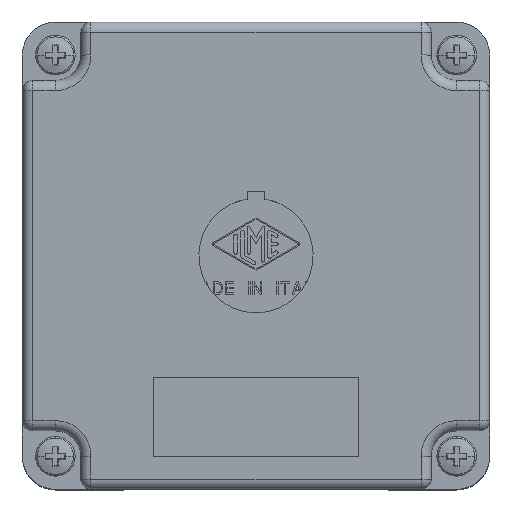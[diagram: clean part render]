
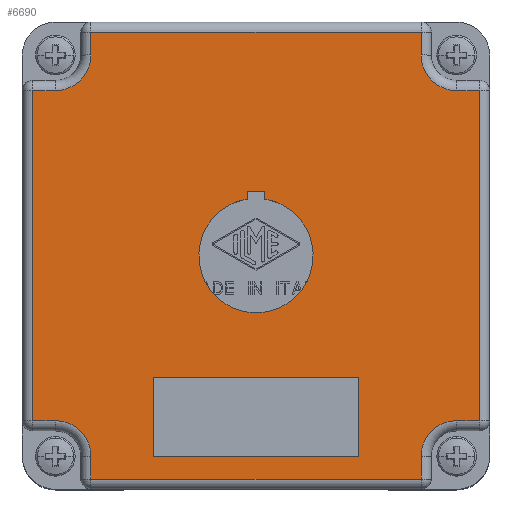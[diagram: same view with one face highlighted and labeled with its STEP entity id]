
A CAD part, top view. The second image highlights one B-rep face of the part: STEP entity #6690.
In plain terms, the highlighted planar face has unit normal (0, 0, 1).
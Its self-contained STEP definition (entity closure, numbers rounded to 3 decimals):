
#4610=CARTESIAN_POINT('',(68.537,-64.102,15.));
#4620=DIRECTION('',(0.,0.,1.));
#4630=DIRECTION('',(1.,0.,0.));
#4640=AXIS2_PLACEMENT_3D('',#4610,#4620,#4630);
#4650=PLANE('',#4640);
#4660=CARTESIAN_POINT('',(0.,-61.814,15.));
#4670=DIRECTION('',(-1.,0.,0.));
#4680=VECTOR('',#4670,1.);
#4690=LINE('',#4660,#4680);
#4700=CARTESIAN_POINT('',(70.287,-61.814,15.));
#4710=VERTEX_POINT('',#4700);
#4720=CARTESIAN_POINT('',(66.787,-61.814,15.));
#4730=VERTEX_POINT('',#4720);
#4740=EDGE_CURVE('',#4710,#4730,#4690,.T.);
#4750=ORIENTED_EDGE('',*,*,#4740,.F.);
#4760=CARTESIAN_POINT('',(66.787,0.,15.));
#4770=DIRECTION('',(0.,-1.,0.));
#4780=VECTOR('',#4770,1.);
#4790=LINE('',#4760,#4780);
#4800=CARTESIAN_POINT('',(66.787,-63.401,15.));
#4810=VERTEX_POINT('',#4800);
#4820=EDGE_CURVE('',#4730,#4810,#4790,.T.);
#4830=ORIENTED_EDGE('',*,*,#4820,.F.);
#4840=CARTESIAN_POINT('',(68.537,-74.514,15.));
#4850=DIRECTION('',(0.,0.,1.));
#4860=DIRECTION('',(1.,0.,0.));
#4870=AXIS2_PLACEMENT_3D('',#4840,#4850,#4860);
#4880=CIRCLE('',#4870,11.25);
#4890=CARTESIAN_POINT('',(70.287,-63.401,15.));
#4900=VERTEX_POINT('',#4890);
#4910=EDGE_CURVE('',#4810,#4900,#4880,.T.);
#4920=ORIENTED_EDGE('',*,*,#4910,.F.);
#4930=CARTESIAN_POINT('',(70.287,0.,15.));
#4940=DIRECTION('',(0.,1.,0.));
#4950=VECTOR('',#4940,1.);
#4960=LINE('',#4930,#4950);
#4970=EDGE_CURVE('',#4900,#4710,#4960,.T.);
#4980=ORIENTED_EDGE('',*,*,#4970,.F.);
#4990=EDGE_LOOP('',(#4980,#4920,#4830,#4750));
#5000=FACE_BOUND('',#4990,.T.);
#5010=CARTESIAN_POINT('',(0.,-114.014,15.));
#5020=DIRECTION('',(1.,0.,0.));
#5030=VECTOR('',#5020,1.);
#5040=LINE('',#5010,#5030);
#5050=CARTESIAN_POINT('',(48.287,-114.014,15.));
#5060=VERTEX_POINT('',#5050);
#5070=CARTESIAN_POINT('',(88.787,-114.014,15.));
#5080=VERTEX_POINT('',#5070);
#5090=EDGE_CURVE('',#5060,#5080,#5040,.T.);
#5100=ORIENTED_EDGE('',*,*,#5090,.F.);
#5110=CARTESIAN_POINT('',(88.787,0.,15.));
#5120=DIRECTION('',(0.,1.,0.));
#5130=VECTOR('',#5120,1.);
#5140=LINE('',#5110,#5130);
#5150=CARTESIAN_POINT('',(88.787,-98.514,15.));
#5160=VERTEX_POINT('',#5150);
#5170=EDGE_CURVE('',#5080,#5160,#5140,.T.);
#5180=ORIENTED_EDGE('',*,*,#5170,.F.);
#5190=CARTESIAN_POINT('',(0.,-98.514,15.));
#5200=DIRECTION('',(-1.,0.,0.));
#5210=VECTOR('',#5200,1.);
#5220=LINE('',#5190,#5210);
#5230=CARTESIAN_POINT('',(48.287,-98.514,15.));
#5240=VERTEX_POINT('',#5230);
#5250=EDGE_CURVE('',#5160,#5240,#5220,.T.);
#5260=ORIENTED_EDGE('',*,*,#5250,.F.);
#5270=CARTESIAN_POINT('',(48.287,0.,15.));
#5280=DIRECTION('',(0.,-1.,0.));
#5290=VECTOR('',#5280,1.);
#5300=LINE('',#5270,#5290);
#5310=EDGE_CURVE('',#5240,#5060,#5300,.T.);
#5320=ORIENTED_EDGE('',*,*,#5310,.F.);
#5330=EDGE_LOOP('',(#5320,#5260,#5180,#5100));
#5340=FACE_BOUND('',#5330,.T.);
#5350=CARTESIAN_POINT('',(112.537,0.,15.));
#5360=DIRECTION('',(0.,-1.,0.));
#5370=VECTOR('',#5360,1.);
#5380=LINE('',#5350,#5370);
#5390=CARTESIAN_POINT('',(112.537,-42.014,15.));
#5400=VERTEX_POINT('',#5390);
#5410=CARTESIAN_POINT('',(112.537,-107.014,15.));
#5420=VERTEX_POINT('',#5410);
#5430=EDGE_CURVE('',#5400,#5420,#5380,.T.);
#5440=ORIENTED_EDGE('',*,*,#5430,.F.);
#5450=CARTESIAN_POINT('',(0.,-107.014,15.));
#5460=DIRECTION('',(1.,0.,0.));
#5470=VECTOR('',#5460,1.);
#5480=LINE('',#5450,#5470);
#5490=CARTESIAN_POINT('',(108.037,-107.014,15.));
#5500=VERTEX_POINT('',#5490);
#5510=EDGE_CURVE('',#5500,#5420,#5480,.T.);
#5520=ORIENTED_EDGE('',*,*,#5510,.T.);
#5530=CARTESIAN_POINT('',(108.037,-114.014,15.));
#5540=DIRECTION('',(0.,0.,1.));
#5550=DIRECTION('',(1.,0.,0.));
#5560=AXIS2_PLACEMENT_3D('',#5530,#5540,#5550);
#5570=CIRCLE('',#5560,7.);
#5580=CARTESIAN_POINT('',(101.037,-114.014,15.));
#5590=VERTEX_POINT('',#5580);
#5600=EDGE_CURVE('',#5500,#5590,#5570,.T.);
#5610=ORIENTED_EDGE('',*,*,#5600,.F.);
#5620=CARTESIAN_POINT('',(101.037,0.,15.));
#5630=DIRECTION('',(0.,-1.,0.));
#5640=VECTOR('',#5630,1.);
#5650=LINE('',#5620,#5640);
#5660=CARTESIAN_POINT('',(101.037,-118.514,15.));
#5670=VERTEX_POINT('',#5660);
#5680=EDGE_CURVE('',#5590,#5670,#5650,.T.);
#5690=ORIENTED_EDGE('',*,*,#5680,.F.);
#5700=CARTESIAN_POINT('',(0.,-118.514,15.));
#5710=DIRECTION('',(1.,0.,0.));
#5720=VECTOR('',#5710,1.);
#5730=LINE('',#5700,#5720);
#5740=CARTESIAN_POINT('',(36.037,-118.514,15.));
#5750=VERTEX_POINT('',#5740);
#5760=EDGE_CURVE('',#5750,#5670,#5730,.T.);
#5770=ORIENTED_EDGE('',*,*,#5760,.T.);
#5780=CARTESIAN_POINT('',(36.037,0.,15.));
#5790=DIRECTION('',(0.,1.,0.));
#5800=VECTOR('',#5790,1.);
#5810=LINE('',#5780,#5800);
#5820=CARTESIAN_POINT('',(36.037,-114.014,15.));
#5830=VERTEX_POINT('',#5820);
#5840=EDGE_CURVE('',#5750,#5830,#5810,.T.);
#5850=ORIENTED_EDGE('',*,*,#5840,.F.);
#5860=CARTESIAN_POINT('',(29.037,-114.014,15.));
#5870=DIRECTION('',(0.,0.,-1.));
#5880=DIRECTION('',(-1.,0.,0.));
#5890=AXIS2_PLACEMENT_3D('',#5860,#5870,#5880);
#5900=CIRCLE('',#5890,7.);
#5910=CARTESIAN_POINT('',(29.037,-107.014,15.));
#5920=VERTEX_POINT('',#5910);
#5930=EDGE_CURVE('',#5920,#5830,#5900,.T.);
#5940=ORIENTED_EDGE('',*,*,#5930,.T.);
#5950=CARTESIAN_POINT('',(0.,-107.014,15.));
#5960=DIRECTION('',(1.,0.,0.));
#5970=VECTOR('',#5960,1.);
#5980=LINE('',#5950,#5970);
#5990=CARTESIAN_POINT('',(24.537,-107.014,15.));
#6000=VERTEX_POINT('',#5990);
#6010=EDGE_CURVE('',#6000,#5920,#5980,.T.);
#6020=ORIENTED_EDGE('',*,*,#6010,.T.);
#6030=CARTESIAN_POINT('',(24.537,0.,15.));
#6040=DIRECTION('',(0.,1.,0.));
#6050=VECTOR('',#6040,1.);
#6060=LINE('',#6030,#6050);
#6070=CARTESIAN_POINT('',(24.537,-42.014,15.));
#6080=VERTEX_POINT('',#6070);
#6090=EDGE_CURVE('',#6000,#6080,#6060,.T.);
#6100=ORIENTED_EDGE('',*,*,#6090,.F.);
#6110=CARTESIAN_POINT('',(0.,-42.014,15.));
#6120=DIRECTION('',(-1.,0.,0.));
#6130=VECTOR('',#6120,1.);
#6140=LINE('',#6110,#6130);
#6150=CARTESIAN_POINT('',(29.037,-42.014,15.));
#6160=VERTEX_POINT('',#6150);
#6170=EDGE_CURVE('',#6160,#6080,#6140,.T.);
#6180=ORIENTED_EDGE('',*,*,#6170,.T.);
#6190=CARTESIAN_POINT('',(29.037,-35.014,15.));
#6200=DIRECTION('',(0.,0.,-1.));
#6210=DIRECTION('',(-1.,0.,0.));
#6220=AXIS2_PLACEMENT_3D('',#6190,#6200,#6210);
#6230=CIRCLE('',#6220,7.);
#6240=CARTESIAN_POINT('',(36.037,-35.014,15.));
#6250=VERTEX_POINT('',#6240);
#6260=EDGE_CURVE('',#6250,#6160,#6230,.T.);
#6270=ORIENTED_EDGE('',*,*,#6260,.T.);
#6280=CARTESIAN_POINT('',(36.037,0.,15.));
#6290=DIRECTION('',(0.,1.,0.));
#6300=VECTOR('',#6290,1.);
#6310=LINE('',#6280,#6300);
#6320=CARTESIAN_POINT('',(36.037,-30.514,15.));
#6330=VERTEX_POINT('',#6320);
#6340=EDGE_CURVE('',#6250,#6330,#6310,.T.);
#6350=ORIENTED_EDGE('',*,*,#6340,.F.);
#6360=CARTESIAN_POINT('',(0.,-30.514,15.));
#6370=DIRECTION('',(-1.,0.,0.));
#6380=VECTOR('',#6370,1.);
#6390=LINE('',#6360,#6380);
#6400=CARTESIAN_POINT('',(101.037,-30.514,15.));
#6410=VERTEX_POINT('',#6400);
#6420=EDGE_CURVE('',#6410,#6330,#6390,.T.);
#6430=ORIENTED_EDGE('',*,*,#6420,.T.);
#6440=CARTESIAN_POINT('',(101.037,0.,15.));
#6450=DIRECTION('',(0.,-1.,0.));
#6460=VECTOR('',#6450,1.);
#6470=LINE('',#6440,#6460);
#6480=CARTESIAN_POINT('',(101.037,-35.014,15.));
#6490=VERTEX_POINT('',#6480);
#6500=EDGE_CURVE('',#6410,#6490,#6470,.T.);
#6510=ORIENTED_EDGE('',*,*,#6500,.F.);
#6520=CARTESIAN_POINT('',(108.037,-35.014,15.));
#6530=DIRECTION('',(0.,0.,-1.));
#6540=DIRECTION('',(-1.,0.,0.));
#6550=AXIS2_PLACEMENT_3D('',#6520,#6530,#6540);
#6560=CIRCLE('',#6550,7.);
#6570=CARTESIAN_POINT('',(108.037,-42.014,15.));
#6580=VERTEX_POINT('',#6570);
#6590=EDGE_CURVE('',#6580,#6490,#6560,.T.);
#6600=ORIENTED_EDGE('',*,*,#6590,.T.);
#6610=CARTESIAN_POINT('',(0.,-42.014,15.));
#6620=DIRECTION('',(-1.,0.,0.));
#6630=VECTOR('',#6620,1.);
#6640=LINE('',#6610,#6630);
#6650=EDGE_CURVE('',#5400,#6580,#6640,.T.);
#6660=ORIENTED_EDGE('',*,*,#6650,.T.);
#6670=EDGE_LOOP('',(#6660,#6600,#6510,#6430,#6350,#6270,#6180,#6100,
#6020,#5940,#5850,#5770,#5690,#5610,#5520,#5440));
#6680=FACE_OUTER_BOUND('',#6670,.T.);
#6690=ADVANCED_FACE('',(#5000,#5340,#6680),#4650,.T.);
